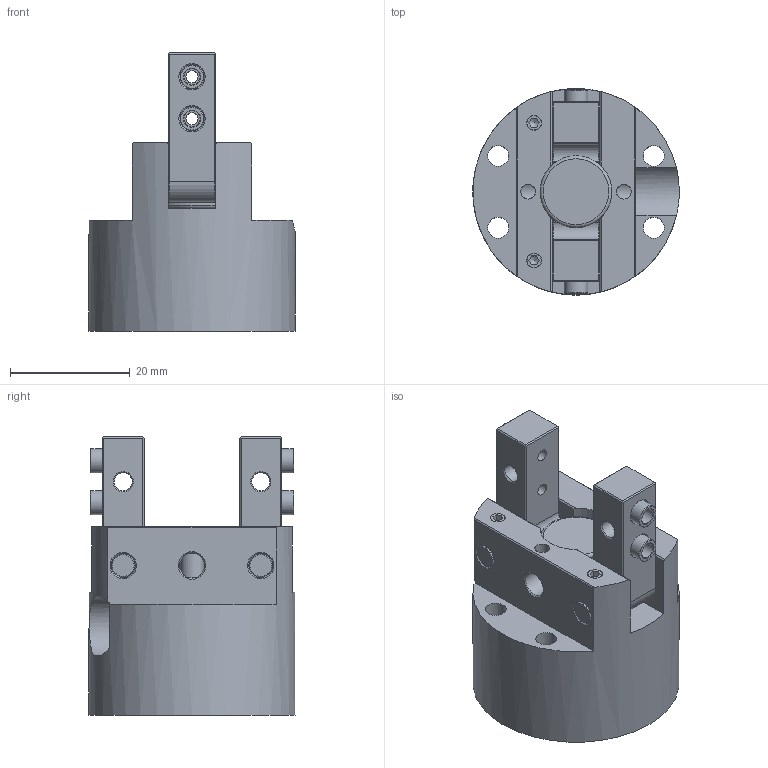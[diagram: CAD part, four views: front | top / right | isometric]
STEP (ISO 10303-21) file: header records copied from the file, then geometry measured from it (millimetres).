
FILE_DESCRIPTION(/* description */ (''),/* implementation_level */ '2;1');
FILE_NAME(/* name */ 'GAP-30.stp',/* time_stamp */ '2021-05-19T17:05:35+02:00',/* author */ ('Emilio'),/* organization */ (''),/* preprocessor_version */ 'ST-DEVELOPER v17.2',/* originating_system */ 'Autodesk Inventor 2019',/* authorisation */ '');
FILE_SCHEMA (('AUTOMOTIVE_DESIGN { 1 0 10303 214 3 1 1 }'));
Length unit declared in the file: millimetre
Products named in the file (7): GAP-30; DIN 913 - M3 x 5 Acciaio; BOCCOLA 4H7L4; ISO 8734 - 4 x 20 - AISO (2); GAP-30 corpo cliente; GAP-30 stelo; GAP-30 leva
Assembly tree (14 placements, depth 2):
  GAP-30
    DIN 913 - M3 x 5 Acciaio  x4
    ISO 8734 - 4 x 20 - AISO (2)  x2
    BOCCOLA 4H7L4  x4
    GAP-30 corpo cliente
    GAP-30 stelo
    GAP-30 leva  x2
Bounding box: 34.5 x 34.5 x 46.5 mm (x, y, z)
Volume: 24212.5 mm3; surface area: 11985 mm2
Topology: 14 solids, 14 shells, 266 faces, 687 edges, 456 vertices
Faces by surface type: plane 112, cone 79, cylinder 69, torus 6
Full cylindrical faces by diameter (mm): 2.013 x4, 2.459 x6, 2.7 x4, 3 x8, 3.242 x1, 3.5 x4, 4 x19, 4.134 x2, 4.2 x2, 6 x1, 12 x3, 18 x1, 34.5 x1
Entity records: 5740 total; most frequent: CARTESIAN_POINT 1237, DIRECTION 950, ORIENTED_EDGE 838, EDGE_CURVE 419, AXIS2_PLACEMENT_3D 386, VERTEX_POINT 287, EDGE_LOOP 208, CIRCLE 198
